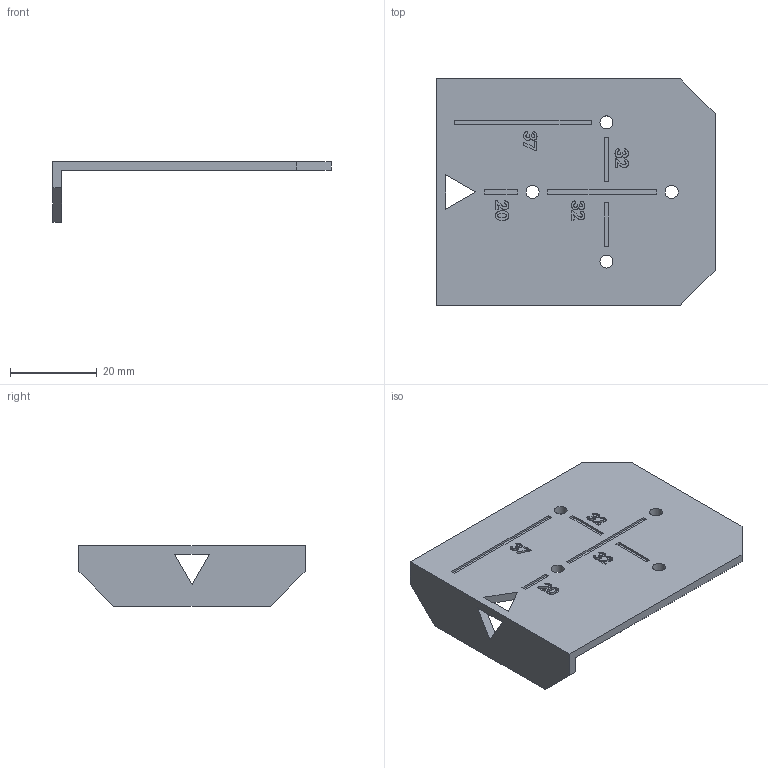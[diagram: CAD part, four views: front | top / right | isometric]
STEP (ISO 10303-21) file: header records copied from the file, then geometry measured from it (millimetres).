
FILE_DESCRIPTION(('FreeCAD Model'),'2;1');
FILE_NAME('Open CASCADE Shape Model','2025-12-26T23:14:10',('Author'),( ''),'Open CASCADE STEP processor 7.8','FreeCAD','Unknown');
FILE_SCHEMA(('AUTOMOTIVE_DESIGN { 1 0 10303 214 1 1 1 1 }'));
Length unit declared in the file: millimetre
Products named in the file (1): Zawartość
Bounding box: 64 x 52 x 14 mm (x, y, z)
Volume: 7424.7 mm3; surface area: 8268.1 mm2
Topology: 1 solids, 1 shells, 378 faces, 1086 edges, 722 vertices
Faces by surface type: extrusion 285, plane 89, cylinder 4
Full cylindrical faces by diameter (mm): 3 x4
Entity records: 12726 total; most frequent: CARTESIAN_POINT 3897, ORIENTED_EDGE 2172, EDGE_CURVE 1086, DIRECTION 997, B_SPLINE_CURVE_WITH_KNOTS 855, VECTOR 793, VERTEX_POINT 722, LINE 508
